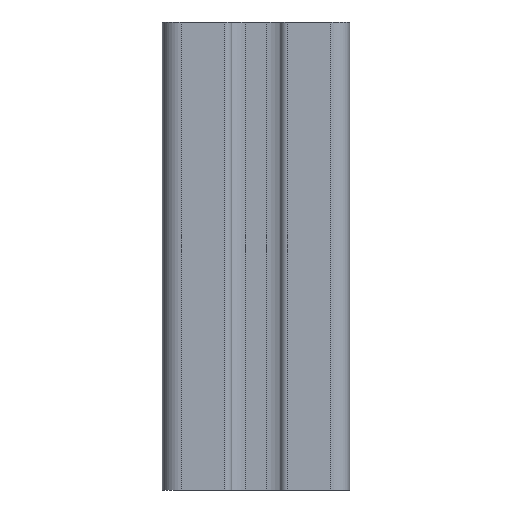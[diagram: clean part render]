
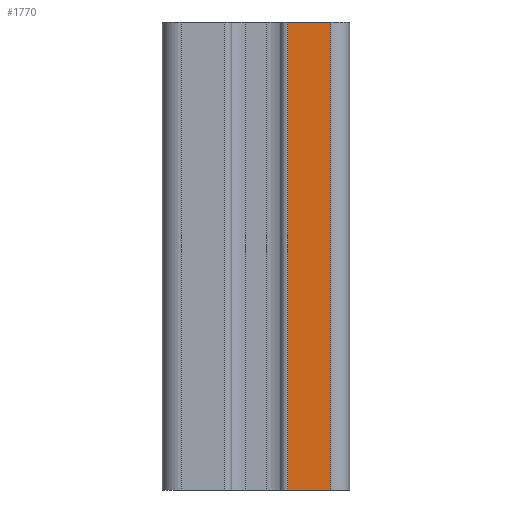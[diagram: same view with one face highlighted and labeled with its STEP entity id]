
A CAD part, left-side view. The second image highlights one B-rep face of the part: STEP entity #1770.
In plain terms, the highlighted planar face has unit normal (-1, 0, 0).
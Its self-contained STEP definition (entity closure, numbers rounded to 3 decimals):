
#39 = ORIENTED_EDGE ( 'NONE', *, *, #1582, .F. ) ;
#51 = CARTESIAN_POINT ( 'NONE',  ( -10., -3.375, 25. ) ) ;
#302 = DIRECTION ( 'NONE',  ( 0., -1., 0. ) ) ;
#345 = EDGE_LOOP ( 'NONE', ( #1744, #1397, #39, #1444 ) ) ;
#348 = FACE_OUTER_BOUND ( 'NONE', #345, .T. ) ;
#364 = EDGE_CURVE ( 'NONE', #1416, #1073, #915, .T. ) ;
#478 = CARTESIAN_POINT ( 'NONE',  ( -10., -8., -25. ) ) ;
#510 = CARTESIAN_POINT ( 'NONE',  ( -10., -3.375, -25. ) ) ;
#557 = CARTESIAN_POINT ( 'NONE',  ( -10., -3.375, 25. ) ) ;
#618 = CARTESIAN_POINT ( 'NONE',  ( -10., -3.375, 25. ) ) ;
#645 = LINE ( 'NONE', #1301, #1697 ) ;
#656 = CARTESIAN_POINT ( 'NONE',  ( -10., -8., 25. ) ) ;
#672 = AXIS2_PLACEMENT_3D ( 'NONE', #51, #1184, #698 ) ;
#698 = DIRECTION ( 'NONE',  ( 0., 1., 0. ) ) ;
#828 = DIRECTION ( 'NONE',  ( 0., 0., -1. ) ) ;
#845 = VERTEX_POINT ( 'NONE', #656 ) ;
#915 = LINE ( 'NONE', #618, #2066 ) ;
#1003 = PLANE ( 'NONE',  #672 ) ;
#1073 = VERTEX_POINT ( 'NONE', #1880 ) ;
#1120 = VECTOR ( 'NONE', #1173, 1000. ) ;
#1173 = DIRECTION ( 'NONE',  ( 0., -1., 0. ) ) ;
#1184 = DIRECTION ( 'NONE',  ( 1., 0., 0. ) ) ;
#1205 = VERTEX_POINT ( 'NONE', #478 ) ;
#1301 = CARTESIAN_POINT ( 'NONE',  ( -10., -3.375, 25. ) ) ;
#1397 = ORIENTED_EDGE ( 'NONE', *, *, #1635, .F. ) ;
#1412 = DIRECTION ( 'NONE',  ( 0., 0., -1. ) ) ;
#1416 = VERTEX_POINT ( 'NONE', #557 ) ;
#1444 = ORIENTED_EDGE ( 'NONE', *, *, #364, .T. ) ;
#1582 = EDGE_CURVE ( 'NONE', #1416, #845, #645, .T. ) ;
#1635 = EDGE_CURVE ( 'NONE', #845, #1205, #1769, .T. ) ;
#1660 = VECTOR ( 'NONE', #828, 1000. ) ;
#1697 = VECTOR ( 'NONE', #302, 1000. ) ;
#1743 = EDGE_CURVE ( 'NONE', #1073, #1205, #2015, .T. ) ;
#1744 = ORIENTED_EDGE ( 'NONE', *, *, #1743, .T. ) ;
#1769 = LINE ( 'NONE', #1778, #1660 ) ;
#1770 = ADVANCED_FACE ( 'NONE', ( #348 ), #1003, .F. ) ;
#1778 = CARTESIAN_POINT ( 'NONE',  ( -10., -8., 25. ) ) ;
#1880 = CARTESIAN_POINT ( 'NONE',  ( -10., -3.375, -25. ) ) ;
#2015 = LINE ( 'NONE', #510, #1120 ) ;
#2066 = VECTOR ( 'NONE', #1412, 1000. ) ;
